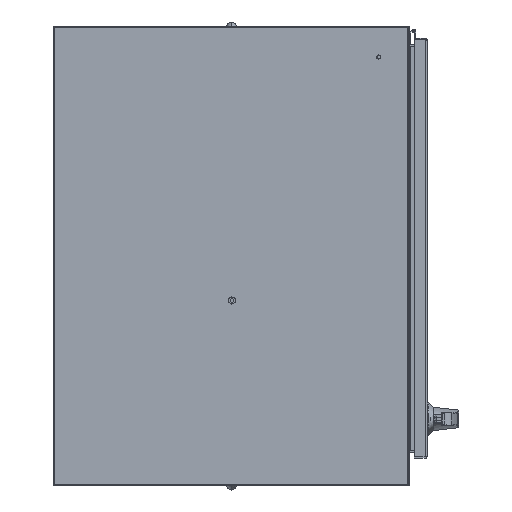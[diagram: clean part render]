
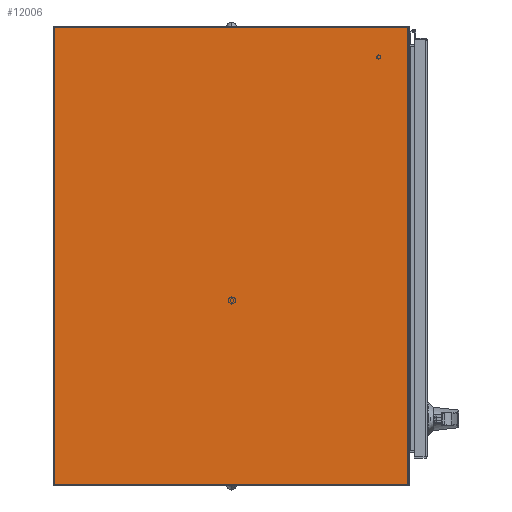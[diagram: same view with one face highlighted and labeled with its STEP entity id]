
A CAD part, front view. The second image highlights one B-rep face of the part: STEP entity #12006.
In plain terms, the highlighted face is planar.
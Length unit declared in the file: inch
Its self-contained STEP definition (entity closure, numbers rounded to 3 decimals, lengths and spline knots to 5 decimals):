
#1947 = DIRECTION ( 'NONE',  ( 1., 0., 0. ) ) ;
#2283 = ORIENTED_EDGE ( 'NONE', *, *, #61647, .F. ) ;
#6273 = AXIS2_PLACEMENT_3D ( 'NONE', #108306, #95064, #1947 ) ;
#9488 = DIRECTION ( 'NONE',  ( 1., 0., 0. ) ) ;
#12006 = ADVANCED_FACE ( 'NONE', ( #81237 ), #49267, .F. ) ;
#15215 = DIRECTION ( 'NONE',  ( 0., 1., 0. ) ) ;
#17302 = VECTOR ( 'NONE', #15215, 39.37008 ) ;
#20483 = VECTOR ( 'NONE', #9488, 39.37008 ) ;
#22438 = VERTEX_POINT ( 'NONE', #71511 ) ;
#25213 = EDGE_CURVE ( 'NONE', #46797, #109090, #26575, .T. ) ;
#26575 = LINE ( 'NONE', #82938, #17302 ) ;
#27781 = VECTOR ( 'NONE', #35306, 39.37008 ) ;
#29871 = LINE ( 'NONE', #52341, #20483 ) ;
#35306 = DIRECTION ( 'NONE',  ( 0., -1., 0. ) ) ;
#42230 = CARTESIAN_POINT ( 'NONE',  ( 12.435, 12., 0. ) ) ;
#43482 = EDGE_CURVE ( 'NONE', #79197, #22438, #95272, .T. ) ;
#46797 = VERTEX_POINT ( 'NONE', #48451 ) ;
#48451 = CARTESIAN_POINT ( 'NONE',  ( 12.435, -11.857, 0. ) ) ;
#49267 = PLANE ( 'NONE',  #6273 ) ;
#51384 = EDGE_CURVE ( 'NONE', #22438, #46797, #29871, .T. ) ;
#52341 = CARTESIAN_POINT ( 'NONE',  ( -18.435, -11.857, 0. ) ) ;
#54296 = CARTESIAN_POINT ( 'NONE',  ( -18.435, 12., 0. ) ) ;
#56115 = CARTESIAN_POINT ( 'NONE',  ( -18.435, 12., 0. ) ) ;
#61647 = EDGE_CURVE ( 'NONE', #109090, #79197, #63600, .T. ) ;
#62295 = CARTESIAN_POINT ( 'NONE',  ( -18.435, -12., 0. ) ) ;
#63600 = LINE ( 'NONE', #54296, #104601 ) ;
#64336 = ORIENTED_EDGE ( 'NONE', *, *, #51384, .F. ) ;
#71511 = CARTESIAN_POINT ( 'NONE',  ( -18.435, -11.857, 0. ) ) ;
#71983 = EDGE_LOOP ( 'NONE', ( #64336, #81742, #2283, #107029 ) ) ;
#79197 = VERTEX_POINT ( 'NONE', #56115 ) ;
#80605 = DIRECTION ( 'NONE',  ( -1., 0., 0. ) ) ;
#81237 = FACE_OUTER_BOUND ( 'NONE', #71983, .T. ) ;
#81742 = ORIENTED_EDGE ( 'NONE', *, *, #43482, .F. ) ;
#82938 = CARTESIAN_POINT ( 'NONE',  ( 12.435, -12., 0. ) ) ;
#95064 = DIRECTION ( 'NONE',  ( 0., 0., 1. ) ) ;
#95272 = LINE ( 'NONE', #62295, #27781 ) ;
#104601 = VECTOR ( 'NONE', #80605, 39.37008 ) ;
#107029 = ORIENTED_EDGE ( 'NONE', *, *, #25213, .F. ) ;
#108306 = CARTESIAN_POINT ( 'NONE',  ( -18.435, -12., 0. ) ) ;
#109090 = VERTEX_POINT ( 'NONE', #42230 ) ;
